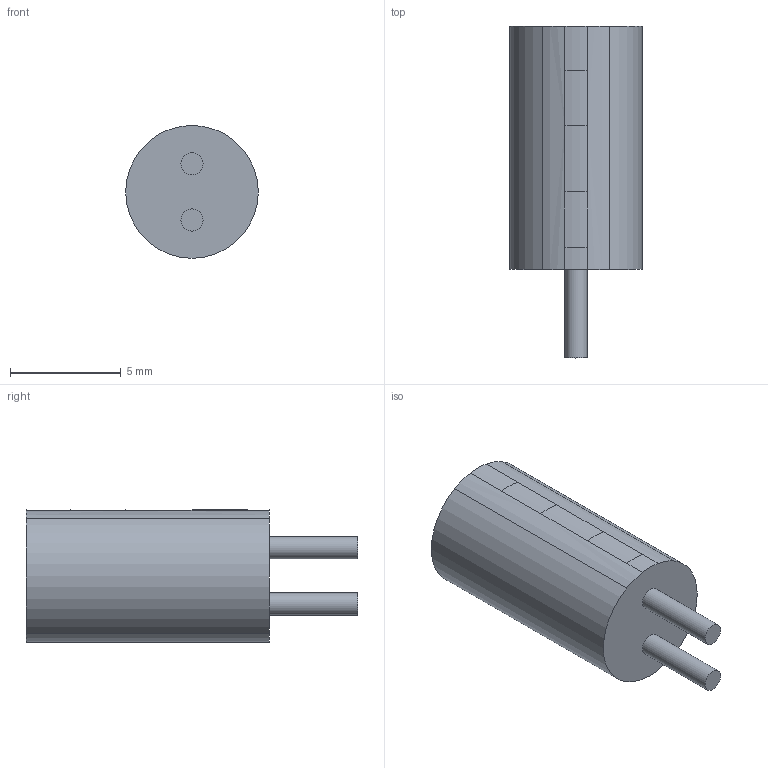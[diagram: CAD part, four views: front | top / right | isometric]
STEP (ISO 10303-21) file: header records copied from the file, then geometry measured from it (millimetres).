
FILE_DESCRIPTION(/* description */ (''),/* implementation_level */ '2;1');
FILE_NAME(/* name */ 'Kondensator.stp',/* time_stamp */ '2017-10-22T14:42:45+02:00',/* author */ ('Alex'),/* organization */ (''),/* preprocessor_version */ 'ST-DEVELOPER v16.5',/* originating_system */ 'Autodesk Inventor 2017',/* authorisation */ '');
FILE_SCHEMA (('AUTOMOTIVE_DESIGN { 1 0 10303 214 3 1 1 }'));
Length unit declared in the file: millimetre
Products named in the file (1): Kondensator
Bounding box: 6 x 15 x 6 mm (x, y, z)
Volume: 315.7 mm3; surface area: 290.4 mm2
Topology: 1 solids, 1 shells, 18 faces, 41 edges, 28 vertices
Faces by surface type: cylinder 13, plane 5
Full cylindrical faces by diameter (mm): 1 x2, 4.5 x1
Entity records: 559 total; most frequent: DIRECTION 100, CARTESIAN_POINT 85, ORIENTED_EDGE 76, AXIS2_PLACEMENT_3D 43, EDGE_CURVE 38, VERTEX_POINT 28, EDGE_LOOP 24, CIRCLE 24
